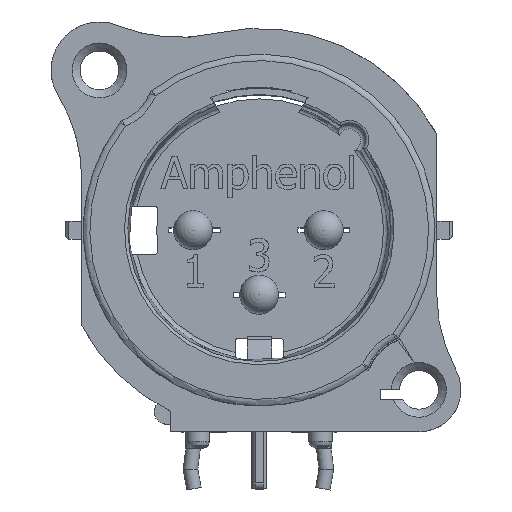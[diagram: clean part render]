
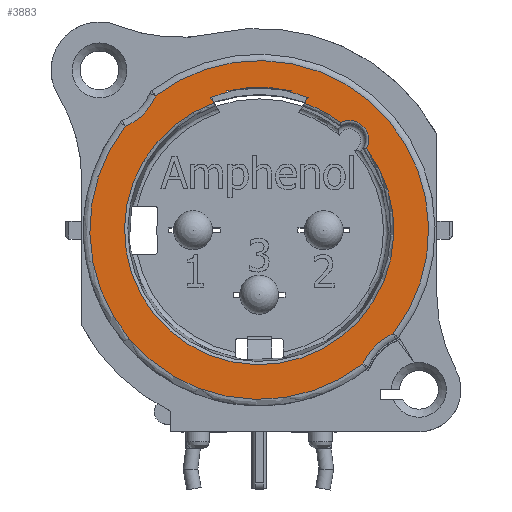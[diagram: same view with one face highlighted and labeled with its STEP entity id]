
A CAD part, top view. The second image highlights one B-rep face of the part: STEP entity #3883.
In plain terms, the highlighted planar face has unit normal (0, 0, 1).
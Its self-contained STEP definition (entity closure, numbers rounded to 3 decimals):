
#613 = VERTEX_POINT('',#614);
#614 = CARTESIAN_POINT('',(-6.42,8.309,2.7));
#638 = VERTEX_POINT('',#639);
#639 = CARTESIAN_POINT('',(-8.309,6.42,2.7));
#646 = EDGE_CURVE('',#638,#613,#647,.T.);
#647 = CIRCLE('',#648,3.5);
#648 = AXIS2_PLACEMENT_3D('',#649,#650,#651);
#649 = CARTESIAN_POINT('',(-9.652,9.652,2.7));
#650 = DIRECTION('',(0.,0.,1.));
#651 = DIRECTION('',(0.384,-0.923,0.));
#682 = VERTEX_POINT('',#683);
#683 = CARTESIAN_POINT('',(6.42,-8.309,2.7));
#690 = EDGE_CURVE('',#682,#638,#691,.T.);
#691 = CIRCLE('',#692,10.5);
#692 = AXIS2_PLACEMENT_3D('',#693,#694,#695);
#693 = CARTESIAN_POINT('',(0.,0.,2.7));
#694 = DIRECTION('',(0.,0.,-1.));
#695 = DIRECTION('',(0.611,-0.791,0.));
#3883 = ADVANCED_FACE('',(#3884,#3904),#3992,.T.);
#3884 = FACE_BOUND('',#3885,.T.);
#3885 = EDGE_LOOP('',(#3886,#3895,#3896,#3897));
#3886 = ORIENTED_EDGE('',*,*,#3887,.F.);
#3887 = EDGE_CURVE('',#613,#3888,#3890,.T.);
#3888 = VERTEX_POINT('',#3889);
#3889 = CARTESIAN_POINT('',(8.309,-6.42,2.7));
#3890 = CIRCLE('',#3891,10.5);
#3891 = AXIS2_PLACEMENT_3D('',#3892,#3893,#3894);
#3892 = CARTESIAN_POINT('',(0.,0.,2.7));
#3893 = DIRECTION('',(0.,0.,-1.));
#3894 = DIRECTION('',(-0.611,0.791,0.));
#3895 = ORIENTED_EDGE('',*,*,#646,.F.);
#3896 = ORIENTED_EDGE('',*,*,#690,.F.);
#3897 = ORIENTED_EDGE('',*,*,#3898,.F.);
#3898 = EDGE_CURVE('',#3888,#682,#3899,.T.);
#3899 = CIRCLE('',#3900,3.5);
#3900 = AXIS2_PLACEMENT_3D('',#3901,#3902,#3903);
#3901 = CARTESIAN_POINT('',(9.652,-9.652,2.7));
#3902 = DIRECTION('',(0.,0.,1.));
#3903 = DIRECTION('',(-0.384,0.923,0.));
#3904 = FACE_BOUND('',#3905,.T.);
#3905 = EDGE_LOOP('',(#3906,#3917,#3926,#3935,#3943,#3952,#3960,#3969,
    #3977,#3986));
#3906 = ORIENTED_EDGE('',*,*,#3907,.F.);
#3907 = EDGE_CURVE('',#3908,#3910,#3912,.T.);
#3908 = VERTEX_POINT('',#3909);
#3909 = CARTESIAN_POINT('',(5.04,6.655,2.7));
#3910 = VERTEX_POINT('',#3911);
#3911 = CARTESIAN_POINT('',(2.807,7.862,2.7));
#3912 = CIRCLE('',#3913,8.348);
#3913 = AXIS2_PLACEMENT_3D('',#3914,#3915,#3916);
#3914 = CARTESIAN_POINT('',(0.,0.,2.7));
#3915 = DIRECTION('',(0.,0.,1.));
#3916 = DIRECTION('',(0.604,0.797,0.));
#3917 = ORIENTED_EDGE('',*,*,#3918,.F.);
#3918 = EDGE_CURVE('',#3919,#3908,#3921,.T.);
#3919 = VERTEX_POINT('',#3920);
#3920 = CARTESIAN_POINT('',(6.655,5.04,2.7));
#3921 = CIRCLE('',#3922,1.2);
#3922 = AXIS2_PLACEMENT_3D('',#3923,#3924,#3925);
#3923 = CARTESIAN_POINT('',(5.586,5.586,2.7));
#3924 = DIRECTION('',(0.,0.,1.));
#3925 = DIRECTION('',(0.89,-0.455,0.));
#3926 = ORIENTED_EDGE('',*,*,#3927,.F.);
#3927 = EDGE_CURVE('',#3928,#3919,#3930,.T.);
#3928 = VERTEX_POINT('',#3929);
#3929 = CARTESIAN_POINT('',(-2.807,7.862,2.7));
#3930 = CIRCLE('',#3931,8.348);
#3931 = AXIS2_PLACEMENT_3D('',#3932,#3933,#3934);
#3932 = CARTESIAN_POINT('',(0.,0.,2.7));
#3933 = DIRECTION('',(0.,0.,1.));
#3934 = DIRECTION('',(-0.336,0.942,0.));
#3935 = ORIENTED_EDGE('',*,*,#3936,.F.);
#3936 = EDGE_CURVE('',#3937,#3928,#3939,.T.);
#3937 = VERTEX_POINT('',#3938);
#3938 = CARTESIAN_POINT('',(-3.035,8.207,2.7));
#3939 = LINE('',#3940,#3941);
#3940 = CARTESIAN_POINT('',(-3.035,8.207,2.7));
#3941 = VECTOR('',#3942,1.);
#3942 = DIRECTION('',(0.55,-0.835,0.));
#3943 = ORIENTED_EDGE('',*,*,#3944,.F.);
#3944 = EDGE_CURVE('',#3945,#3937,#3947,.T.);
#3945 = VERTEX_POINT('',#3946);
#3946 = CARTESIAN_POINT('',(-2.,8.518,2.7));
#3947 = CIRCLE('',#3948,8.75);
#3948 = AXIS2_PLACEMENT_3D('',#3949,#3950,#3951);
#3949 = CARTESIAN_POINT('',(0.,0.,2.7));
#3950 = DIRECTION('',(0.,0.,1.));
#3951 = DIRECTION('',(-0.229,0.974,0.));
#3952 = ORIENTED_EDGE('',*,*,#3953,.F.);
#3953 = EDGE_CURVE('',#3954,#3945,#3956,.T.);
#3954 = VERTEX_POINT('',#3955);
#3955 = CARTESIAN_POINT('',(-2.,8.621,2.7));
#3956 = LINE('',#3957,#3958);
#3957 = CARTESIAN_POINT('',(-2.,8.621,2.7));
#3958 = VECTOR('',#3959,1.);
#3959 = DIRECTION('',(0.,-1.,0.));
#3960 = ORIENTED_EDGE('',*,*,#3961,.F.);
#3961 = EDGE_CURVE('',#3962,#3954,#3964,.T.);
#3962 = VERTEX_POINT('',#3963);
#3963 = CARTESIAN_POINT('',(2.,8.621,2.7));
#3964 = CIRCLE('',#3965,8.85);
#3965 = AXIS2_PLACEMENT_3D('',#3966,#3967,#3968);
#3966 = CARTESIAN_POINT('',(0.,0.,2.7));
#3967 = DIRECTION('',(0.,0.,1.));
#3968 = DIRECTION('',(0.226,0.974,0.));
#3969 = ORIENTED_EDGE('',*,*,#3970,.F.);
#3970 = EDGE_CURVE('',#3971,#3962,#3973,.T.);
#3971 = VERTEX_POINT('',#3972);
#3972 = CARTESIAN_POINT('',(2.,8.518,2.7));
#3973 = LINE('',#3974,#3975);
#3974 = CARTESIAN_POINT('',(2.,8.518,2.7));
#3975 = VECTOR('',#3976,1.);
#3976 = DIRECTION('',(0.,1.,0.));
#3977 = ORIENTED_EDGE('',*,*,#3978,.F.);
#3978 = EDGE_CURVE('',#3979,#3971,#3981,.T.);
#3979 = VERTEX_POINT('',#3980);
#3980 = CARTESIAN_POINT('',(3.035,8.207,2.7));
#3981 = CIRCLE('',#3982,8.75);
#3982 = AXIS2_PLACEMENT_3D('',#3983,#3984,#3985);
#3983 = CARTESIAN_POINT('',(0.,0.,2.7));
#3984 = DIRECTION('',(0.,0.,1.));
#3985 = DIRECTION('',(0.347,0.938,0.));
#3986 = ORIENTED_EDGE('',*,*,#3987,.F.);
#3987 = EDGE_CURVE('',#3910,#3979,#3988,.T.);
#3988 = LINE('',#3989,#3990);
#3989 = CARTESIAN_POINT('',(2.807,7.862,2.7));
#3990 = VECTOR('',#3991,1.);
#3991 = DIRECTION('',(0.55,0.835,0.));
#3992 = PLANE('',#3993);
#3993 = AXIS2_PLACEMENT_3D('',#3994,#3995,#3996);
#3994 = CARTESIAN_POINT('',(-4.826,4.826,2.7));
#3995 = DIRECTION('',(0.,0.,1.));
#3996 = DIRECTION('',(1.,0.,0.));
